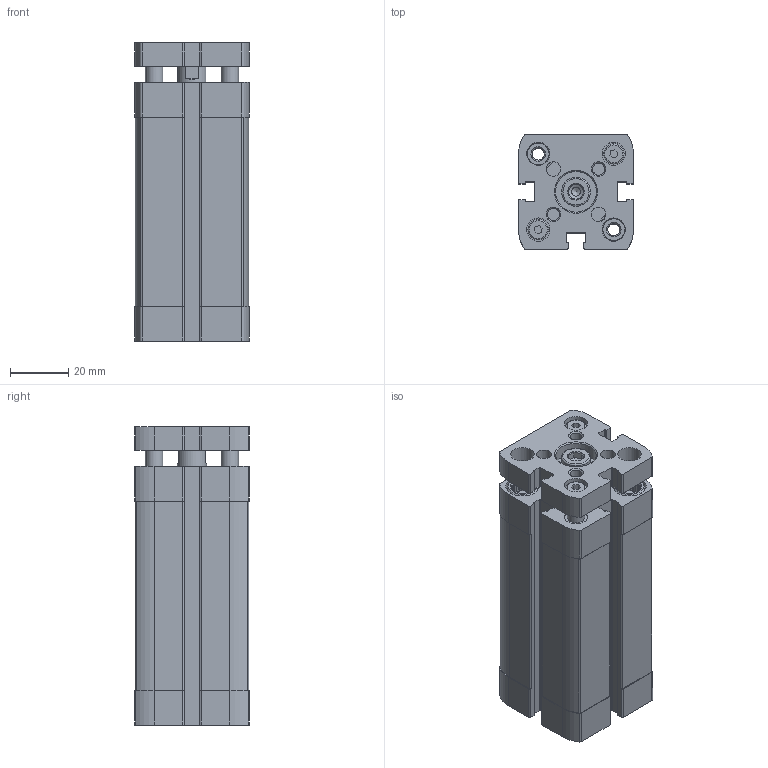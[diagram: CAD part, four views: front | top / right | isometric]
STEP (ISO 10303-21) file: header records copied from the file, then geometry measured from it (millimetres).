
FILE_DESCRIPTION(/* description */ ('STEP AP214'),/* implementation_level */ '2;1');
FILE_NAME(/* name */ '577222_ADNGF-25-50-PPS-A',/* time_stamp */ '2024-08-01T14:36:06+02:00',/* author */ ('License CC BY-ND 4.0'),/* organization */ ('CADENAS'),/* preprocessor_version */ 'ST-DEVELOPER v19.3',/* originating_system */ 'PARTsolutions',/* authorisation */ ' ');
FILE_SCHEMA (('AUTOMOTIVE_DESIGN {1 0 10303 214 3 1 1}'));
Length unit declared in the file: millimetre
Products named in the file (3): 577222 ADNGF-25-50-PPS-A---(0); 537126 ADNGF-25-50-P-A---(Z); 537126 ADNGF-25-50-PPS-A---(KS)
Assembly tree (2 placements, depth 2):
  577222 ADNGF-25-50-PPS-A---(0)
    537126 ADNGF-25-50-P-A---(Z)
    537126 ADNGF-25-50-PPS-A---(KS)
Bounding box: 39.5 x 39.5 x 102.5 mm (x, y, z)
Volume: 108414.2 mm3; surface area: 46126.4 mm2
Topology: 2 solids, 2 shells, 467 faces, 1239 edges, 815 vertices
Faces by surface type: plane 291, cylinder 140, cone 33, torus 3
Full cylindrical faces by diameter (mm): 3 x1, 4.134 x10, 5 x2, 6 x6, 7 x2, 7.5 x4, 8 x6, 9 x3, 10 x3, 10.5 x4, 11.5 x4, 14 x1, 25 x2
Entity records: 14291 total; most frequent: CARTESIAN_POINT 2739, DIRECTION 2404, ORIENTED_EDGE 2302, EDGE_CURVE 1151, AXIS2_PLACEMENT_3D 885, VERTEX_POINT 806, LINE 634, VECTOR 634
